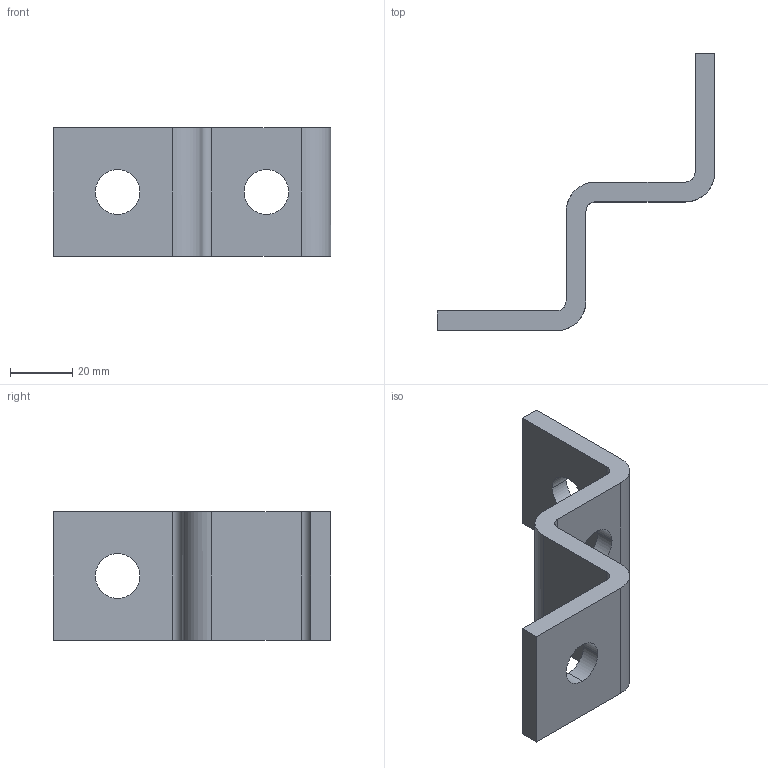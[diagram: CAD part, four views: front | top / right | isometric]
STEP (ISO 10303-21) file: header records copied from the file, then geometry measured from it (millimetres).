
FILE_DESCRIPTION(('TurboCAD Mac Pro'),'Build 980');
FILE_NAME('P1736.stp',' ',(''),(''),'ACIS Interop','IMSI','TurboCAD Mac Pro BY IMSI, INCORPORATED');
FILE_SCHEMA(('automotive_design'));
Length unit declared in the file: inch
Products named in the file (1): 1
Bounding box: 88.94 x 88.91 x 41.27 mm (x, y, z)
Volume: 39770.5 mm3; surface area: 15975.4 mm2
Topology: 1 solids, 1 shells, 30 faces, 84 edges, 56 vertices
Faces by surface type: bspline 18, plane 12
Entity records: 1332 total; most frequent: CARTESIAN_POINT 405, ORIENTED_EDGE 168, EDGE_CURVE 84, DIRECTION 74, VERTEX_POINT 56, LINE 48, VECTOR 48, EDGE_LOOP 36
